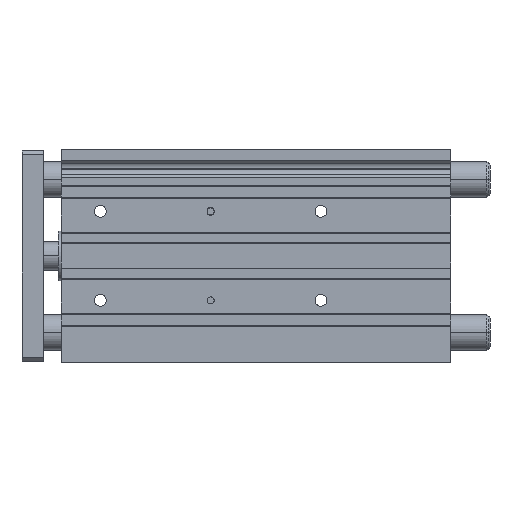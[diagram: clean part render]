
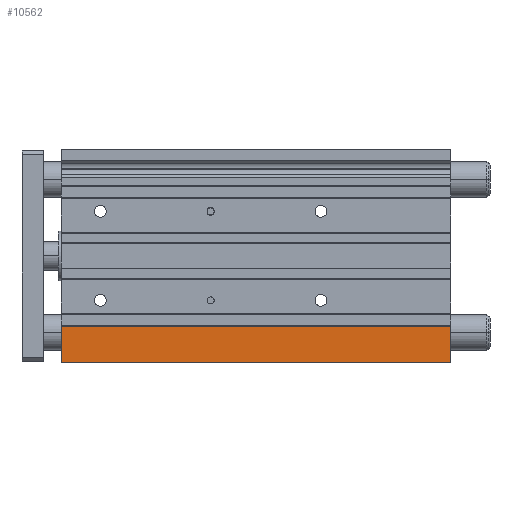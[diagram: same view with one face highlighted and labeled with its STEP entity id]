
A CAD part, top view. The second image highlights one B-rep face of the part: STEP entity #10562.
In plain terms, the highlighted planar face has unit normal (0, 0, 1).
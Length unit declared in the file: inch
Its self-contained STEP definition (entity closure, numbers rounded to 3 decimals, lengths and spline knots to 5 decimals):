
#185 = DIRECTION ( 'NONE',  ( 0., -1., 0. ) ) ;
#1327 = ORIENTED_EDGE ( 'NONE', *, *, #3984, .F. ) ;
#1493 = CARTESIAN_POINT ( 'NONE',  ( 0., -2.3622, 1.06299 ) ) ;
#1641 = CARTESIAN_POINT ( 'NONE',  ( 8.62205, -1.56496, 1.06299 ) ) ;
#1753 = DIRECTION ( 'NONE',  ( 0., -1., 0. ) ) ;
#1866 = EDGE_LOOP ( 'NONE', ( #6542, #10737, #1327, #7314 ) ) ;
#2136 = AXIS2_PLACEMENT_3D ( 'NONE', #1641, #6351, #1753 ) ;
#2522 = CARTESIAN_POINT ( 'NONE',  ( 8.62205, -2.3622, 1.06299 ) ) ;
#3435 = VERTEX_POINT ( 'NONE', #1493 ) ;
#3437 = EDGE_CURVE ( 'NONE', #4338, #6715, #10584, .T. ) ;
#3984 = EDGE_CURVE ( 'NONE', #4338, #8991, #11703, .T. ) ;
#4041 = VECTOR ( 'NONE', #8880, 39.37008 ) ;
#4338 = VERTEX_POINT ( 'NONE', #8465 ) ;
#4402 = DIRECTION ( 'NONE',  ( -1., 0., 0. ) ) ;
#4537 = FACE_OUTER_BOUND ( 'NONE', #1866, .T. ) ;
#4809 = CARTESIAN_POINT ( 'NONE',  ( 0., -1.56496, 1.06299 ) ) ;
#5115 = VECTOR ( 'NONE', #185, 39.37008 ) ;
#5604 = VECTOR ( 'NONE', #9704, 39.37008 ) ;
#5857 = EDGE_CURVE ( 'NONE', #8991, #3435, #6168, .T. ) ;
#6168 = LINE ( 'NONE', #2522, #11462 ) ;
#6351 = DIRECTION ( 'NONE',  ( 0., 0., -1. ) ) ;
#6542 = ORIENTED_EDGE ( 'NONE', *, *, #9504, .T. ) ;
#6715 = VERTEX_POINT ( 'NONE', #9455 ) ;
#7314 = ORIENTED_EDGE ( 'NONE', *, *, #3437, .T. ) ;
#7602 = LINE ( 'NONE', #4809, #5115 ) ;
#7764 = CARTESIAN_POINT ( 'NONE',  ( 8.62205, -1.56496, 1.06299 ) ) ;
#7799 = CARTESIAN_POINT ( 'NONE',  ( 8.62205, -1.56496, 1.06299 ) ) ;
#8054 = PLANE ( 'NONE',  #2136 ) ;
#8465 = CARTESIAN_POINT ( 'NONE',  ( 8.62205, -1.56496, 1.06299 ) ) ;
#8880 = DIRECTION ( 'NONE',  ( -1., 0., 0. ) ) ;
#8991 = VERTEX_POINT ( 'NONE', #9705 ) ;
#9455 = CARTESIAN_POINT ( 'NONE',  ( 0., -1.56496, 1.06299 ) ) ;
#9504 = EDGE_CURVE ( 'NONE', #6715, #3435, #7602, .T. ) ;
#9704 = DIRECTION ( 'NONE',  ( 0., -1., 0. ) ) ;
#9705 = CARTESIAN_POINT ( 'NONE',  ( 8.62205, -2.3622, 1.06299 ) ) ;
#10562 = ADVANCED_FACE ( 'NONE', ( #4537 ), #8054, .F. ) ;
#10584 = LINE ( 'NONE', #7799, #4041 ) ;
#10737 = ORIENTED_EDGE ( 'NONE', *, *, #5857, .F. ) ;
#11462 = VECTOR ( 'NONE', #4402, 39.37008 ) ;
#11703 = LINE ( 'NONE', #7764, #5604 ) ;
